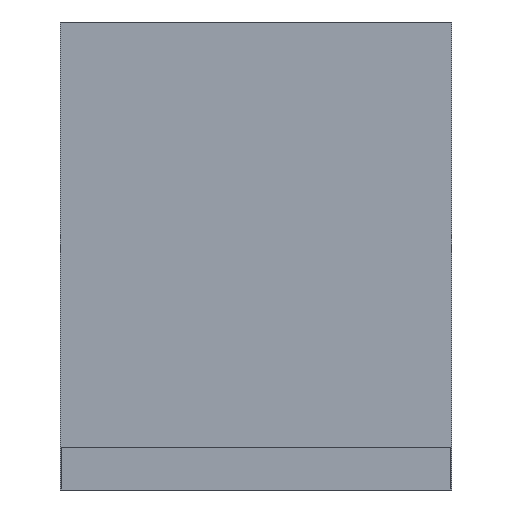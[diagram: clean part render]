
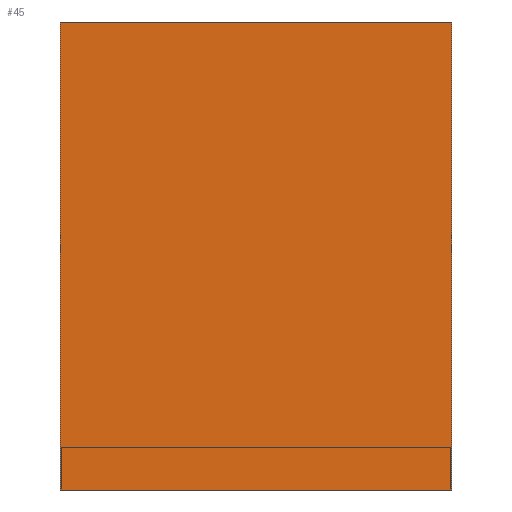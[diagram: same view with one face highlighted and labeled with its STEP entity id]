
A CAD part, left-side view. The second image highlights one B-rep face of the part: STEP entity #45.
In plain terms, the highlighted planar face has unit normal (-1, 0, 0).
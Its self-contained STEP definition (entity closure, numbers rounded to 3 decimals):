
#45 = ADVANCED_FACE ( 'NONE', ( #750 ), #523, .T. ) ;
#68 = VECTOR ( 'NONE', #411, 1000. ) ;
#76 = DIRECTION ( 'NONE',  ( 0., 1., 0. ) ) ;
#97 = LINE ( 'NONE', #109, #757 ) ;
#109 = CARTESIAN_POINT ( 'NONE',  ( -460., -460., -1000. ) ) ;
#154 = DIRECTION ( 'NONE',  ( 0., 0., 1. ) ) ;
#160 = DIRECTION ( 'NONE',  ( 0., -1., 0. ) ) ;
#176 = ORIENTED_EDGE ( 'NONE', *, *, #685, .F. ) ;
#192 = VERTEX_POINT ( 'NONE', #709 ) ;
#212 = LINE ( 'NONE', #446, #563 ) ;
#236 = CARTESIAN_POINT ( 'NONE',  ( -460., -460., 0. ) ) ;
#272 = EDGE_CURVE ( 'NONE', #192, #327, #776, .T. ) ;
#327 = VERTEX_POINT ( 'NONE', #435 ) ;
#328 = DIRECTION ( 'NONE',  ( 0., -1., 0. ) ) ;
#350 = EDGE_CURVE ( 'NONE', #327, #470, #589, .T. ) ;
#411 = DIRECTION ( 'NONE',  ( 0., 0., 1. ) ) ;
#435 = CARTESIAN_POINT ( 'NONE',  ( -460., 460., 0. ) ) ;
#436 = VECTOR ( 'NONE', #160, 1000. ) ;
#441 = AXIS2_PLACEMENT_3D ( 'NONE', #573, #762, #328 ) ;
#446 = CARTESIAN_POINT ( 'NONE',  ( -460., -460., -1100. ) ) ;
#470 = VERTEX_POINT ( 'NONE', #236 ) ;
#473 = CARTESIAN_POINT ( 'NONE',  ( -460., 460., -1000. ) ) ;
#500 = CARTESIAN_POINT ( 'NONE',  ( -460., 460., 0. ) ) ;
#523 = PLANE ( 'NONE',  #441 ) ;
#533 = EDGE_CURVE ( 'NONE', #726, #470, #97, .T. ) ;
#545 = ORIENTED_EDGE ( 'NONE', *, *, #350, .F. ) ;
#563 = VECTOR ( 'NONE', #76, 1000. ) ;
#573 = CARTESIAN_POINT ( 'NONE',  ( -460., 460., -1000. ) ) ;
#589 = LINE ( 'NONE', #500, #436 ) ;
#685 = EDGE_CURVE ( 'NONE', #726, #192, #212, .T. ) ;
#687 = ORIENTED_EDGE ( 'NONE', *, *, #272, .F. ) ;
#709 = CARTESIAN_POINT ( 'NONE',  ( -460., 460., -1100. ) ) ;
#726 = VERTEX_POINT ( 'NONE', #749 ) ;
#749 = CARTESIAN_POINT ( 'NONE',  ( -460., -460., -1100. ) ) ;
#750 = FACE_OUTER_BOUND ( 'NONE', #793, .T. ) ;
#757 = VECTOR ( 'NONE', #154, 1000. ) ;
#762 = DIRECTION ( 'NONE',  ( -1., 0., 0. ) ) ;
#764 = ORIENTED_EDGE ( 'NONE', *, *, #533, .T. ) ;
#776 = LINE ( 'NONE', #473, #68 ) ;
#793 = EDGE_LOOP ( 'NONE', ( #545, #687, #176, #764 ) ) ;
